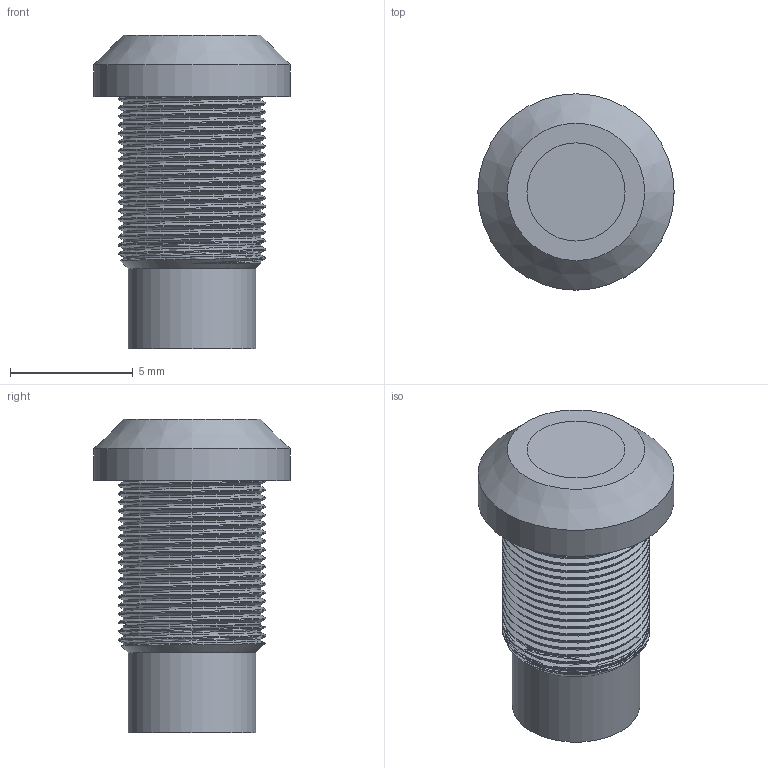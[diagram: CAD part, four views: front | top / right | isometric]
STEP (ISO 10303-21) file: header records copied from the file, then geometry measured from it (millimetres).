
FILE_DESCRIPTION(/* description */ (''),/* implementation_level */ '2;1');
FILE_NAME(/* name */ '6mm led indicator RED.step',/* time_stamp */ '2025-11-18T10:54:33-05:00',/* author */ (''),/* organization */ (''),/* preprocessor_version */ 'ST-DEVELOPER v20.1',/* originating_system */ 'Autodesk Translation Framework v14.21.0.0',/* authorisation */ '');
FILE_SCHEMA (('AUTOMOTIVE_DESIGN { 1 0 10303 214 3 1 1 }'));
Length unit declared in the file: millimetre
Products named in the file (1): 6mm led indicator RED
Bounding box: 8 x 8 x 12.76 mm (x, y, z)
Volume: 361.8 mm3; surface area: 502.8 mm2
Topology: 3 solids, 3 shells, 60 faces, 151 edges, 99 vertices
Faces by surface type: cylinder 46, plane 9, bspline 3, cone 2
Full cylindrical faces by diameter (mm): 4 x3, 5.2 x1, 5.621 x19, 6 x18, 8 x1
Entity records: 13436 total; most frequent: CARTESIAN_POINT 12152, ORIENTED_EDGE 302, DIRECTION 194, EDGE_CURVE 151, VERTEX_POINT 99, AXIS2_PLACEMENT_3D 73, EDGE_LOOP 62, FACE_OUTER_BOUND 60
